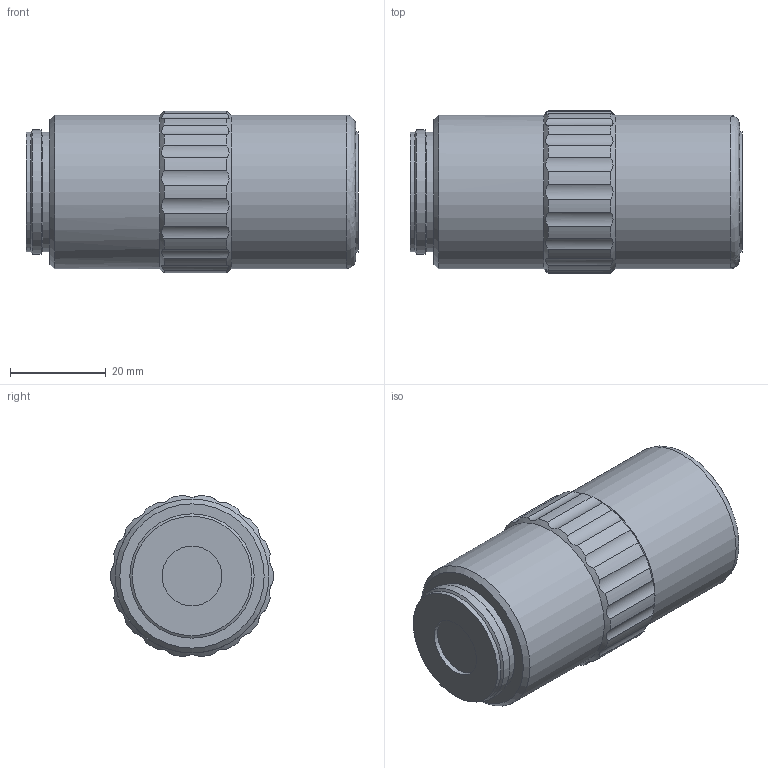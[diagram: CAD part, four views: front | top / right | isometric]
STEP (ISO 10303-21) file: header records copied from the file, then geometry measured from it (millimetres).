
FILE_DESCRIPTION (( 'STEP AP203' ), '1' );
FILE_NAME ('690050.STEP', '2025-02-10T03:38:53', ( 'Windows User' ), ( 'P R C' ), 'SwSTEP 2.0', 'SolidWorks 2020', '' );
FILE_SCHEMA (( 'CONFIG_CONTROL_DESIGN' ));
Length unit declared in the file: millimetre
Products named in the file (1): 690050
Bounding box: 69.5 x 33.99 x 33.86 mm (x, y, z)
Volume: 55496.9 mm3; surface area: 8702.1 mm2
Topology: 1 solids, 1 shells, 57 faces, 150 edges, 100 vertices
Faces by surface type: cylinder 44, plane 7, cone 5, bspline 1
Full cylindrical faces by diameter (mm): 12.5 x1, 23 x1, 25 x2, 25.2 x1, 26 x1, 32.2 x2
Entity records: 2141 total; most frequent: CARTESIAN_POINT 784, ORIENTED_EDGE 258, DIRECTION 258, EDGE_CURVE 129, AXIS2_PLACEMENT_3D 111, VERTEX_POINT 93, EDGE_LOOP 76, FACE_OUTER_BOUND 66
